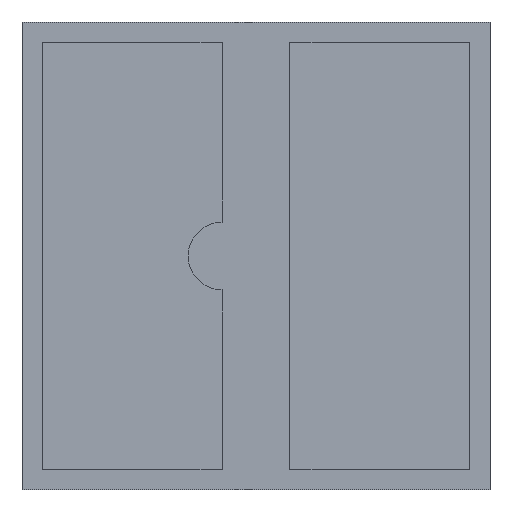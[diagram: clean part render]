
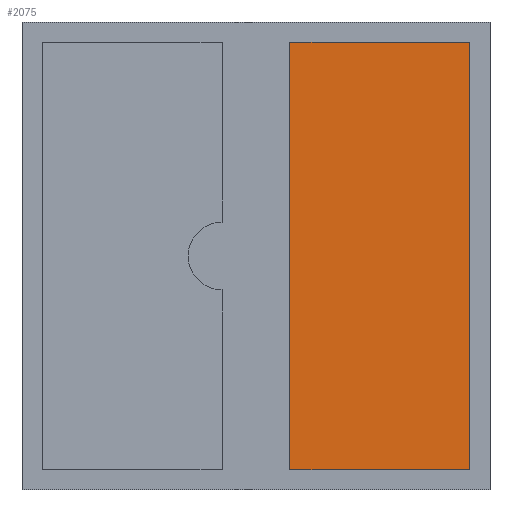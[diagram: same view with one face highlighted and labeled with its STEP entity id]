
A CAD part, front view. The second image highlights one B-rep face of the part: STEP entity #2075.
In plain terms, the highlighted planar face has unit normal (0, -1, 0).
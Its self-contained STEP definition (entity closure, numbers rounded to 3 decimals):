
#131=PLANE('',#2319);
#231=FACE_OUTER_BOUND('',#357,.T.);
#357=EDGE_LOOP('',(#1715,#1716,#1717,#1718));
#535=LINE('',#3363,#755);
#536=LINE('',#3365,#756);
#537=LINE('',#3367,#757);
#538=LINE('',#3368,#758);
#755=VECTOR('',#2742,1000.);
#756=VECTOR('',#2743,1000.);
#757=VECTOR('',#2744,1000.);
#758=VECTOR('',#2745,1000.);
#1027=VERTEX_POINT('',#3361);
#1028=VERTEX_POINT('',#3362);
#1029=VERTEX_POINT('',#3364);
#1030=VERTEX_POINT('',#3366);
#1271=EDGE_CURVE('',#1027,#1028,#535,.T.);
#1272=EDGE_CURVE('',#1028,#1029,#536,.T.);
#1273=EDGE_CURVE('',#1029,#1030,#537,.T.);
#1274=EDGE_CURVE('',#1030,#1027,#538,.T.);
#1715=ORIENTED_EDGE('',*,*,#1271,.T.);
#1716=ORIENTED_EDGE('',*,*,#1272,.T.);
#1717=ORIENTED_EDGE('',*,*,#1273,.T.);
#1718=ORIENTED_EDGE('',*,*,#1274,.T.);
#2075=ADVANCED_FACE('',(#231),#131,.T.);
#2319=AXIS2_PLACEMENT_3D('',#3360,#2740,#2741);
#2740=DIRECTION('center_axis',(0.,-1.,0.));
#2741=DIRECTION('ref_axis',(0.,0.,-1.));
#2742=DIRECTION('',(0.,0.,1.));
#2743=DIRECTION('',(-1.,0.,0.));
#2744=DIRECTION('',(0.,0.,-1.));
#2745=DIRECTION('',(1.,0.,0.));
#3360=CARTESIAN_POINT('Origin',(0.,-0.2,0.));
#3361=CARTESIAN_POINT('',(1.575,-0.2,-1.575));
#3362=CARTESIAN_POINT('',(1.575,-0.2,1.575));
#3363=CARTESIAN_POINT('',(1.575,-0.2,0.));
#3364=CARTESIAN_POINT('',(0.25,-0.2,1.575));
#3365=CARTESIAN_POINT('',(0.,-0.2,1.575));
#3366=CARTESIAN_POINT('',(0.25,-0.2,-1.575));
#3367=CARTESIAN_POINT('',(0.25,-0.2,0.));
#3368=CARTESIAN_POINT('',(0.,-0.2,-1.575));
